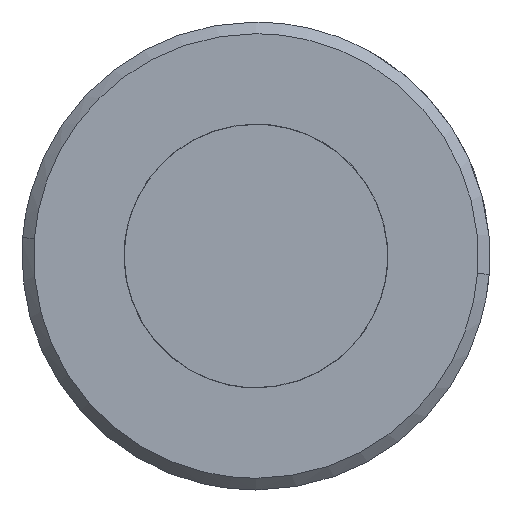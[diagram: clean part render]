
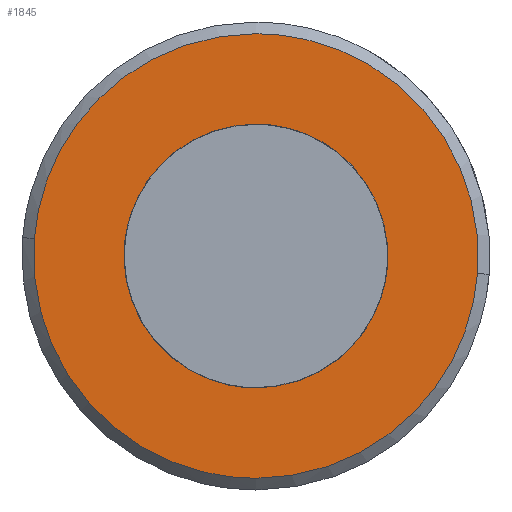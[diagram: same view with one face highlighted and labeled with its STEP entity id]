
A CAD part, front view. The second image highlights one B-rep face of the part: STEP entity #1845.
In plain terms, the highlighted free-form (B-spline) face has degree [1, 1] with [2, 2] control points.
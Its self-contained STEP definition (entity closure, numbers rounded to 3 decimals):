
#825=CARTESIAN_POINT('',(-4.478,0.,0.532));
#826=VERTEX_POINT('',#825);
#832=CARTESIAN_POINT('',(0.0,0.0,-4.51));
#833=VERTEX_POINT('',#832);
#834=CARTESIAN_POINT('',(-4.478,0.,0.532));
#835=CARTESIAN_POINT('',(-4.51,0.0,0.267));
#836=CARTESIAN_POINT('',(-4.51,0.0,0.0));
#837=CARTESIAN_POINT('',(-4.51,0.0,-4.51));
#838=CARTESIAN_POINT('',(0.0,0.0,-4.51));
#846=(BOUNDED_CURVE()B_SPLINE_CURVE(2,(#834,#835,#836,#837,#838),.UNSPECIFIED.,.F.,.U.)B_SPLINE_CURVE_WITH_KNOTS((3,2,3),(0.23,0.25,0.5),.UNSPECIFIED.)CURVE()GEOMETRIC_REPRESENTATION_ITEM()RATIONAL_B_SPLINE_CURVE((0.956,0.976,1.0,0.707,1.0))REPRESENTATION_ITEM(''));
#847=EDGE_CURVE('',#826,#833,#846,.T.);
#849=CARTESIAN_POINT('',(4.502,0.,-0.275));
#850=VERTEX_POINT('',#849);
#851=CARTESIAN_POINT('',(0.0,0.0,-4.51));
#852=CARTESIAN_POINT('',(4.243,0.0,-4.51));
#853=CARTESIAN_POINT('',(4.502,0.,-0.275));
#861=(BOUNDED_CURVE()B_SPLINE_CURVE(2,(#851,#852,#853),.UNSPECIFIED.,.F.,.U.)B_SPLINE_CURVE_WITH_KNOTS((3,3),(0.5,0.739),.UNSPECIFIED.)CURVE()GEOMETRIC_REPRESENTATION_ITEM()RATIONAL_B_SPLINE_CURVE((1.0,0.72,0.976))REPRESENTATION_ITEM(''));
#862=EDGE_CURVE('',#833,#850,#861,.T.);
#936=CARTESIAN_POINT('',(0.0,0.0,4.51));
#937=VERTEX_POINT('',#936);
#938=CARTESIAN_POINT('',(4.502,0.,-0.275));
#939=CARTESIAN_POINT('',(4.51,0.0,-0.138));
#940=CARTESIAN_POINT('',(4.51,0.0,0.0));
#941=CARTESIAN_POINT('',(4.51,0.0,4.51));
#942=CARTESIAN_POINT('',(0.0,0.0,4.51));
#950=(BOUNDED_CURVE()B_SPLINE_CURVE(2,(#938,#939,#940,#941,#942),.UNSPECIFIED.,.F.,.U.)B_SPLINE_CURVE_WITH_KNOTS((3,2,3),(0.739,0.75,1.0),.UNSPECIFIED.)CURVE()GEOMETRIC_REPRESENTATION_ITEM()RATIONAL_B_SPLINE_CURVE((0.976,0.988,1.0,0.707,1.0))REPRESENTATION_ITEM(''));
#951=EDGE_CURVE('',#850,#937,#950,.T.);
#953=CARTESIAN_POINT('',(0.0,0.0,4.51));
#954=CARTESIAN_POINT('',(-4.006,0.0,4.51));
#955=CARTESIAN_POINT('',(-4.478,0.,0.532));
#963=(BOUNDED_CURVE()B_SPLINE_CURVE(2,(#953,#954,#955),.UNSPECIFIED.,.F.,.U.)B_SPLINE_CURVE_WITH_KNOTS((3,3),(0.0,0.23),.UNSPECIFIED.)CURVE()GEOMETRIC_REPRESENTATION_ITEM()RATIONAL_B_SPLINE_CURVE((1.0,0.731,0.956))REPRESENTATION_ITEM(''));
#964=EDGE_CURVE('',#937,#826,#963,.T.);
#1191=CARTESIAN_POINT('',(7.577,0.,-0.596));
#1192=VERTEX_POINT('',#1191);
#1198=CARTESIAN_POINT('',(0.0,0.,-7.6));
#1199=VERTEX_POINT('',#1198);
#1200=CARTESIAN_POINT('',(0.0,0.,-7.6));
#1201=CARTESIAN_POINT('',(7.025,0.,-7.6));
#1202=CARTESIAN_POINT('',(7.577,0.,-0.596));
#1210=(BOUNDED_CURVE()B_SPLINE_CURVE(2,(#1200,#1201,#1202),.UNSPECIFIED.,.F.,.U.)B_SPLINE_CURVE_WITH_KNOTS((3,3),(0.0,0.236),.UNSPECIFIED.)CURVE()GEOMETRIC_REPRESENTATION_ITEM()RATIONAL_B_SPLINE_CURVE((1.0,0.723,0.97))REPRESENTATION_ITEM(''));
#1211=EDGE_CURVE('',#1199,#1192,#1210,.T.);
#1213=CARTESIAN_POINT('',(-7.577,0.,0.596));
#1214=VERTEX_POINT('',#1213);
#1215=CARTESIAN_POINT('',(-7.577,0.,0.596));
#1216=CARTESIAN_POINT('',(-7.6,0.,0.299));
#1217=CARTESIAN_POINT('',(-7.6,0.,0.));
#1218=CARTESIAN_POINT('',(-7.6,0.,-7.6));
#1219=CARTESIAN_POINT('',(0.0,0.,-7.6));
#1227=(BOUNDED_CURVE()B_SPLINE_CURVE(2,(#1215,#1216,#1217,#1218,#1219),.UNSPECIFIED.,.F.,.U.)B_SPLINE_CURVE_WITH_KNOTS((3,2,3),(0.736,0.75,1.0),.UNSPECIFIED.)CURVE()GEOMETRIC_REPRESENTATION_ITEM()RATIONAL_B_SPLINE_CURVE((0.97,0.984,1.0,0.707,1.0))REPRESENTATION_ITEM(''));
#1228=EDGE_CURVE('',#1214,#1199,#1227,.T.);
#1334=CARTESIAN_POINT('',(0.0,0.,7.6));
#1335=VERTEX_POINT('',#1334);
#1336=CARTESIAN_POINT('',(0.0,0.,7.6));
#1337=CARTESIAN_POINT('',(-7.025,0.,7.6));
#1338=CARTESIAN_POINT('',(-7.577,0.,0.596));
#1346=(BOUNDED_CURVE()B_SPLINE_CURVE(2,(#1336,#1337,#1338),.UNSPECIFIED.,.F.,.U.)B_SPLINE_CURVE_WITH_KNOTS((3,3),(0.5,0.736),.UNSPECIFIED.)CURVE()GEOMETRIC_REPRESENTATION_ITEM()RATIONAL_B_SPLINE_CURVE((1.0,0.723,0.97))REPRESENTATION_ITEM(''));
#1347=EDGE_CURVE('',#1335,#1214,#1346,.T.);
#1349=CARTESIAN_POINT('',(7.577,0.,-0.596));
#1350=CARTESIAN_POINT('',(7.6,0.,-0.299));
#1351=CARTESIAN_POINT('',(7.6,0.,0.));
#1352=CARTESIAN_POINT('',(7.6,0.,7.6));
#1353=CARTESIAN_POINT('',(0.0,0.,7.6));
#1361=(BOUNDED_CURVE()B_SPLINE_CURVE(2,(#1349,#1350,#1351,#1352,#1353),.UNSPECIFIED.,.F.,.U.)B_SPLINE_CURVE_WITH_KNOTS((3,2,3),(0.236,0.25,0.5),.UNSPECIFIED.)CURVE()GEOMETRIC_REPRESENTATION_ITEM()RATIONAL_B_SPLINE_CURVE((0.97,0.984,1.0,0.707,1.0))REPRESENTATION_ITEM(''));
#1362=EDGE_CURVE('',#1192,#1335,#1361,.T.);
#1828=CARTESIAN_POINT('',(-8.357,0.,-8.359));
#1829=CARTESIAN_POINT('',(-8.357,0.,8.359));
#1830=CARTESIAN_POINT('',(8.357,0.,-8.359));
#1831=CARTESIAN_POINT('',(8.357,0.,8.359));
#1832=B_SPLINE_SURFACE_WITH_KNOTS('',1,1,((#1828,#1830),(#1829,#1831)),.UNSPECIFIED.,.F.,.F.,.U.,(2,2),(2,2),(0.0,16.718),(0.0,16.714),.UNSPECIFIED.);
#1833=ORIENTED_EDGE('',*,*,#1211,.T.);
#1834=ORIENTED_EDGE('',*,*,#1362,.T.);
#1835=ORIENTED_EDGE('',*,*,#1347,.T.);
#1836=ORIENTED_EDGE('',*,*,#1228,.T.);
#1837=EDGE_LOOP('',(#1833,#1834,#1835,#1836));
#1838=FACE_OUTER_BOUND('',#1837,.T.);
#1839=ORIENTED_EDGE('',*,*,#862,.F.);
#1840=ORIENTED_EDGE('',*,*,#847,.F.);
#1841=ORIENTED_EDGE('',*,*,#964,.F.);
#1842=ORIENTED_EDGE('',*,*,#951,.F.);
#1843=EDGE_LOOP('',(#1839,#1840,#1841,#1842));
#1844=FACE_BOUND('',#1843,.T.);
#1845=ADVANCED_FACE('',(#1838,#1844),#1832,.F.);
